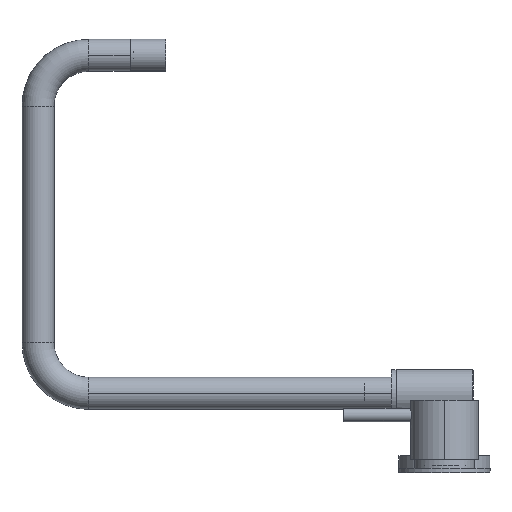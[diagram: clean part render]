
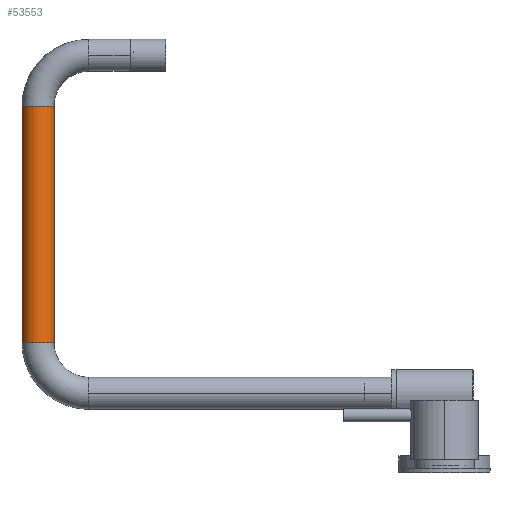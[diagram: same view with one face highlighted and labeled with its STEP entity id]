
A CAD part, left-side view. The second image highlights one B-rep face of the part: STEP entity #53553.
In plain terms, the highlighted cylindrical face has radius 9.5 mm (diameter 19 mm), a partial arc.
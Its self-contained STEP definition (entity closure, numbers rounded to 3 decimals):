
#1548 = CARTESIAN_POINT ( 'NONE',  ( 0.06, 240.415, 76.931 ) ) ;
#2474 = EDGE_CURVE ( 'NONE', #8192, #98394, #82201, .T. ) ;
#5173 = VERTEX_POINT ( 'NONE', #27872 ) ;
#6382 = ORIENTED_EDGE ( 'NONE', *, *, #70190, .F. ) ;
#8192 = VERTEX_POINT ( 'NONE', #87961 ) ;
#9292 = EDGE_CURVE ( 'NONE', #8192, #84281, #54956, .T. ) ;
#13051 = ORIENTED_EDGE ( 'NONE', *, *, #2474, .F. ) ;
#15777 = CARTESIAN_POINT ( 'NONE',  ( 0.06, 230.915, 76.931 ) ) ;
#17181 = AXIS2_PLACEMENT_3D ( 'NONE', #31115, #79997, #38561 ) ;
#19058 = CARTESIAN_POINT ( 'NONE',  ( 0.163, 249.915, 216.931 ) ) ;
#19062 = CARTESIAN_POINT ( 'NONE',  ( 0.06, 249.915, 76.931 ) ) ;
#27872 = CARTESIAN_POINT ( 'NONE',  ( 0.163, 230.915, 216.931 ) ) ;
#29608 = VECTOR ( 'NONE', #89489, 1000. ) ;
#31115 = CARTESIAN_POINT ( 'NONE',  ( 0.163, 240.415, 216.931 ) ) ;
#34362 = DIRECTION ( 'NONE',  ( 0.001, 0., 1. ) ) ;
#38561 = DIRECTION ( 'NONE',  ( 1., 0., -0.001 ) ) ;
#40705 = CARTESIAN_POINT ( 'NONE',  ( 0.06, 230.915, 76.931 ) ) ;
#46345 = DIRECTION ( 'NONE',  ( 0.001, 0., 1. ) ) ;
#47417 = FACE_OUTER_BOUND ( 'NONE', #89072, .T. ) ;
#48231 = AXIS2_PLACEMENT_3D ( 'NONE', #1548, #55478, #102642 ) ;
#53553 = ADVANCED_FACE ( 'NONE', ( #47417 ), #54256, .T. ) ;
#54256 = CYLINDRICAL_SURFACE ( 'NONE', #99376, 9.5 ) ;
#54956 = CIRCLE ( 'NONE', #48231, 9.5 ) ;
#55478 = DIRECTION ( 'NONE',  ( 0.001, 0., 1. ) ) ;
#57988 = ORIENTED_EDGE ( 'NONE', *, *, #9292, .T. ) ;
#64350 = LINE ( 'NONE', #40705, #29608 ) ;
#66025 = VECTOR ( 'NONE', #34362, 1000. ) ;
#70190 = EDGE_CURVE ( 'NONE', #98394, #5173, #96071, .T. ) ;
#78331 = DIRECTION ( 'NONE',  ( 0., -1., 0. ) ) ;
#79997 = DIRECTION ( 'NONE',  ( 0.001, 0., 1. ) ) ;
#82201 = LINE ( 'NONE', #19062, #66025 ) ;
#84281 = VERTEX_POINT ( 'NONE', #15777 ) ;
#85261 = EDGE_CURVE ( 'NONE', #84281, #5173, #64350, .T. ) ;
#86236 = CARTESIAN_POINT ( 'NONE',  ( 0.06, 240.415, 76.931 ) ) ;
#87961 = CARTESIAN_POINT ( 'NONE',  ( 0.06, 249.915, 76.931 ) ) ;
#89072 = EDGE_LOOP ( 'NONE', ( #13051, #57988, #97004, #6382 ) ) ;
#89489 = DIRECTION ( 'NONE',  ( 0.001, 0., 1. ) ) ;
#96071 = CIRCLE ( 'NONE', #17181, 9.5 ) ;
#97004 = ORIENTED_EDGE ( 'NONE', *, *, #85261, .T. ) ;
#98394 = VERTEX_POINT ( 'NONE', #19058 ) ;
#99376 = AXIS2_PLACEMENT_3D ( 'NONE', #86236, #46345, #78331 ) ;
#102642 = DIRECTION ( 'NONE',  ( 1., 0., -0.001 ) ) ;
